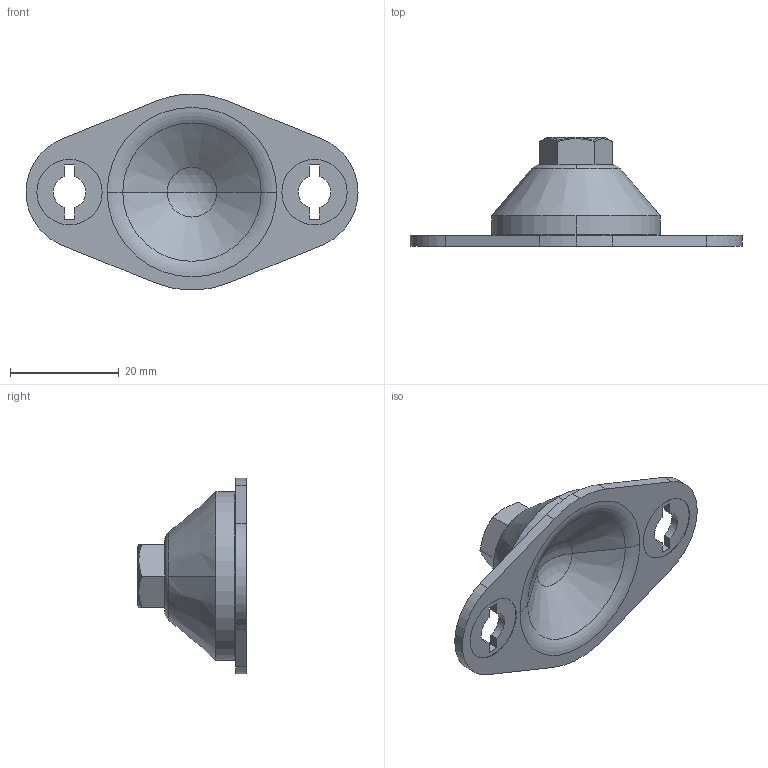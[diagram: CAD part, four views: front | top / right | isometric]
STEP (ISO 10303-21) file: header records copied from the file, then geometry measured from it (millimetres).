
FILE_DESCRIPTION (( 'STEP AP214' ), '1' );
FILE_NAME ('027860_Hut_Element_Schwingmetall_ContiTech.STEP', '2015-12-02T10:15:41', ( '' ), ( '' ), 'SwSTEP 2.0', 'SolidWorks 2012', '' );
FILE_SCHEMA (( 'AUTOMOTIVE_DESIGN' ));
Length unit declared in the file: millimetre
Products named in the file (1): 027860_Hut_Element_Schwingmetall_ContiTech
Bounding box: 61 x 20 x 35.95 mm (x, y, z)
Volume: 8127.8 mm3; surface area: 4467.8 mm2
Topology: 1 solids, 1 shells, 85 faces, 216 edges, 140 vertices
Faces by surface type: plane 42, cylinder 21, cone 14, torus 6, sphere 2
Entity records: 3629 total; most frequent: CARTESIAN_POINT 610, ORIENTED_EDGE 432, DIRECTION 429, EDGE_CURVE 216, AXIS2_PLACEMENT_3D 167, VERTEX_POINT 140, EDGE_LOOP 96, VECTOR 95
